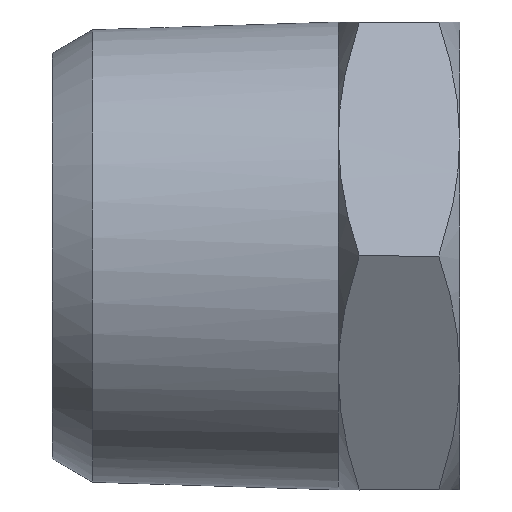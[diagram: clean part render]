
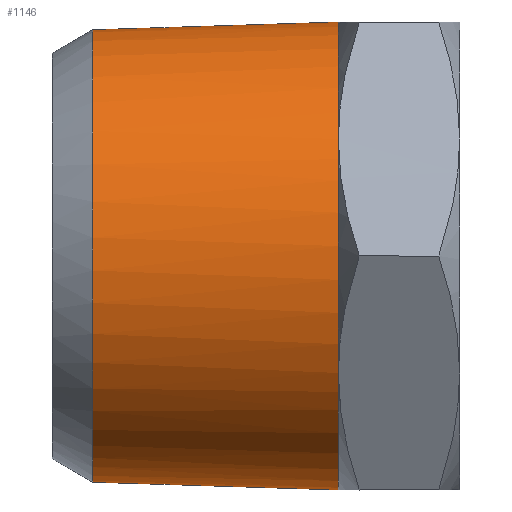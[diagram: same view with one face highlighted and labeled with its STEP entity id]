
A CAD part, left-side view. The second image highlights one B-rep face of the part: STEP entity #1146.
In plain terms, the highlighted free-form (B-spline) face has degree [1, 3] with [2, 4] control points.
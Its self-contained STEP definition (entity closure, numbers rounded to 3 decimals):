
#10 =( BOUNDED_CURVE ( )  B_SPLINE_CURVE ( 3, ( #103, #236, #665, #1184 ),
 .UNSPECIFIED., .F., .T. ) 
 B_SPLINE_CURVE_WITH_KNOTS ( ( 4, 4 ),
 ( -3.142, -2.094 ),
 .UNSPECIFIED. ) 
 CURVE ( )  GEOMETRIC_REPRESENTATION_ITEM ( )  RATIONAL_B_SPLINE_CURVE ( ( 1., 0.911, 0.911, 1. ) ) 
 REPRESENTATION_ITEM ( '' )  );
#83 =( BOUNDED_CURVE ( )  B_SPLINE_CURVE ( 3, ( #1596, #1490, #1617, #140 ),
 .UNSPECIFIED., .F., .F. ) 
 B_SPLINE_CURVE_WITH_KNOTS ( ( 4, 4 ),
 ( -1.047, 0. ),
 .UNSPECIFIED. ) 
 CURVE ( )  GEOMETRIC_REPRESENTATION_ITEM ( )  RATIONAL_B_SPLINE_CURVE ( ( 1., 0.911, 0.911, 1. ) ) 
 REPRESENTATION_ITEM ( '' )  );
#95 = CARTESIAN_POINT ( 'NONE',  ( -26.985, 7., 13.493 ) ) ;
#100 = CARTESIAN_POINT ( 'NONE',  ( 0., 7., -13.496 ) ) ;
#103 = CARTESIAN_POINT ( 'NONE',  ( 0., 7., -13.496 ) ) ;
#104 = CARTESIAN_POINT ( 'NONE',  ( -26.985, 7., -13.493 ) ) ;
#140 = CARTESIAN_POINT ( 'NONE',  ( 0., 7., 13.496 ) ) ;
#143 = EDGE_CURVE ( 'NONE', #794, #1662, #395, .T. ) ;
#155 = CARTESIAN_POINT ( 'NONE',  ( -14.154, 7., -2.469 ) ) ;
#235 = ORIENTED_EDGE ( 'NONE', *, *, #1749, .F. ) ;
#236 = CARTESIAN_POINT ( 'NONE',  ( -4.939, 7., -13.493 ) ) ;
#250 = CARTESIAN_POINT ( 'NONE',  ( -26.1, 21.162, 13.05 ) ) ;
#289 = ORIENTED_EDGE ( 'NONE', *, *, #1198, .F. ) ;
#360 = EDGE_CURVE ( 'NONE', #1681, #794, #10, .T. ) ;
#368 = CARTESIAN_POINT ( 'NONE',  ( 0., 21.162, -13.05 ) ) ;
#370 = CARTESIAN_POINT ( 'NONE',  ( -26.1, 21.162, -13.05 ) ) ;
#373 = CARTESIAN_POINT ( 'NONE',  ( 0., 7., -13.493 ) ) ;
#395 =( BOUNDED_CURVE ( )  B_SPLINE_CURVE ( 3, ( #1083, #155, #1515, #412 ),
 .UNSPECIFIED., .F., .F. ) 
 B_SPLINE_CURVE_WITH_KNOTS ( ( 4, 4 ),
 ( -2.094, -1.047 ),
 .UNSPECIFIED. ) 
 CURVE ( )  GEOMETRIC_REPRESENTATION_ITEM ( )  RATIONAL_B_SPLINE_CURVE ( ( 1., 0.911, 0.911, 1. ) ) 
 REPRESENTATION_ITEM ( '' )  );
#406 = CARTESIAN_POINT ( 'NONE',  ( 0., 21.162, 13.05 ) ) ;
#407 = EDGE_CURVE ( 'NONE', #1662, #1706, #83, .T. ) ;
#412 = CARTESIAN_POINT ( 'NONE',  ( -11.688, 7., 6.748 ) ) ;
#418 = CARTESIAN_POINT ( 'NONE',  ( -26.1, 21.162, -13.05 ) ) ;
#520 = CARTESIAN_POINT ( 'NONE',  ( 0., 7., 13.493 ) ) ;
#579 = CARTESIAN_POINT ( 'NONE',  ( 0., 21.162, -13.05 ) ) ;
#608 = CARTESIAN_POINT ( 'NONE',  ( 0., 7., 13.496 ) ) ;
#633 = B_SPLINE_CURVE_WITH_KNOTS ( 'NONE', 1,
 ( #869, #750 ),
 .UNSPECIFIED., .F., .F.,
 ( 2, 2 ),
 ( -1., 0. ),
 .UNSPECIFIED. ) ;
#646 = CARTESIAN_POINT ( 'NONE',  ( -26.1, 21.162, 13.05 ) ) ;
#665 = CARTESIAN_POINT ( 'NONE',  ( -9.216, 7., -11.023 ) ) ;
#749 = VERTEX_POINT ( 'NONE', #579 ) ;
#750 = CARTESIAN_POINT ( 'NONE',  ( 0., 7., 13.496 ) ) ;
#787 = CARTESIAN_POINT ( 'NONE',  ( 0., 21.162, 13.05 ) ) ;
#794 = VERTEX_POINT ( 'NONE', #1065 ) ;
#829 = ORIENTED_EDGE ( 'NONE', *, *, #1030, .T. ) ;
#869 = CARTESIAN_POINT ( 'NONE',  ( 0., 21.162, 13.05 ) ) ;
#888 = FACE_OUTER_BOUND ( 'NONE', #1568, .T. ) ;
#902 = CARTESIAN_POINT ( 'NONE',  ( 0., 21.162, -13.05 ) ) ;
#945 =( BOUNDED_CURVE ( )  B_SPLINE_CURVE ( 3, ( #406, #250, #418, #1370 ),
 .UNSPECIFIED., .F., .F. ) 
 B_SPLINE_CURVE_WITH_KNOTS ( ( 4, 4 ),
 ( -3.142, 0. ),
 .UNSPECIFIED. ) 
 CURVE ( )  GEOMETRIC_REPRESENTATION_ITEM ( )  RATIONAL_B_SPLINE_CURVE ( ( 1., 0.333, 0.333, 1. ) ) 
 REPRESENTATION_ITEM ( '' )  );
#988 = ORIENTED_EDGE ( 'NONE', *, *, #407, .T. ) ;
#1030 = EDGE_CURVE ( 'NONE', #1419, #749, #945, .T. ) ;
#1065 = CARTESIAN_POINT ( 'NONE',  ( -11.688, 7., -6.748 ) ) ;
#1083 = CARTESIAN_POINT ( 'NONE',  ( -11.688, 7., -6.748 ) ) ;
#1146 = ADVANCED_FACE ( 'NONE', ( #888 ), #1342, .F. ) ;
#1184 = CARTESIAN_POINT ( 'NONE',  ( -11.688, 7., -6.748 ) ) ;
#1195 = B_SPLINE_CURVE_WITH_KNOTS ( 'NONE', 1,
 ( #100, #368 ),
 .UNSPECIFIED., .F., .F.,
 ( 2, 2 ),
 ( -1., 0. ),
 .UNSPECIFIED. ) ;
#1198 = EDGE_CURVE ( 'NONE', #1681, #749, #1195, .T. ) ;
#1342 =( BOUNDED_SURFACE ( )  B_SPLINE_SURFACE ( 1, 3, ( 
 ( #787, #646, #370, #902 ),
 ( #520, #95, #104, #373 ) ),
 .UNSPECIFIED., .F., .F., .F. ) 
 B_SPLINE_SURFACE_WITH_KNOTS ( ( 2, 2 ),
 ( 4, 4 ),
 ( 0., 1. ),
 ( 0., 1. ),
 .UNSPECIFIED. ) 
 GEOMETRIC_REPRESENTATION_ITEM ( )  RATIONAL_B_SPLINE_SURFACE ( (
 ( 1., 0.333, 0.333, 1.),
 ( 1., 0.333, 0.333, 1.) ) ) 
 REPRESENTATION_ITEM ( '' )  SURFACE ( )  );
#1370 = CARTESIAN_POINT ( 'NONE',  ( 0., 21.162, -13.05 ) ) ;
#1379 = ORIENTED_EDGE ( 'NONE', *, *, #143, .T. ) ;
#1418 = CARTESIAN_POINT ( 'NONE',  ( -11.688, 7., 6.748 ) ) ;
#1419 = VERTEX_POINT ( 'NONE', #1708 ) ;
#1490 = CARTESIAN_POINT ( 'NONE',  ( -9.216, 7., 11.023 ) ) ;
#1515 = CARTESIAN_POINT ( 'NONE',  ( -14.154, 7., 2.469 ) ) ;
#1552 = CARTESIAN_POINT ( 'NONE',  ( 0., 7., -13.496 ) ) ;
#1568 = EDGE_LOOP ( 'NONE', ( #829, #289, #1687, #1379, #988, #235 ) ) ;
#1596 = CARTESIAN_POINT ( 'NONE',  ( -11.688, 7., 6.748 ) ) ;
#1617 = CARTESIAN_POINT ( 'NONE',  ( -4.939, 7., 13.493 ) ) ;
#1662 = VERTEX_POINT ( 'NONE', #1418 ) ;
#1681 = VERTEX_POINT ( 'NONE', #1552 ) ;
#1687 = ORIENTED_EDGE ( 'NONE', *, *, #360, .T. ) ;
#1706 = VERTEX_POINT ( 'NONE', #608 ) ;
#1708 = CARTESIAN_POINT ( 'NONE',  ( 0., 21.162, 13.05 ) ) ;
#1749 = EDGE_CURVE ( 'NONE', #1419, #1706, #633, .T. ) ;
